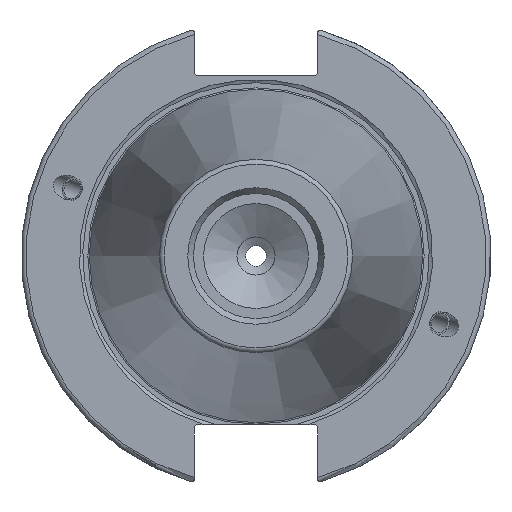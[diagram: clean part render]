
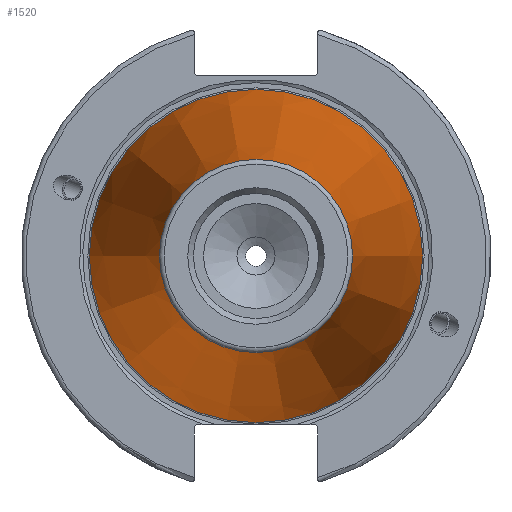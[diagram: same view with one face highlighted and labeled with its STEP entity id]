
A CAD part, left-side view. The second image highlights one B-rep face of the part: STEP entity #1520.
In plain terms, the highlighted conical face has half-angle 8.297 degrees and reference radius 27.517 mm.
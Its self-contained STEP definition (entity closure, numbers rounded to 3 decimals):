
#145=CONICAL_SURFACE('',#1687,27.517,0.145);
#205=FACE_OUTER_BOUND('',#306,.T.);
#306=EDGE_LOOP('',(#1287,#1288,#1289,#1290,#1291));
#414=LINE('',#3006,#508);
#508=VECTOR('',#2038,27.517);
#581=CIRCLE('',#1681,20.233);
#582=CIRCLE('',#1682,20.233);
#586=CIRCLE('',#1688,34.925);
#735=VERTEX_POINT('',#2993);
#736=VERTEX_POINT('',#2994);
#739=VERTEX_POINT('',#3004);
#935=EDGE_CURVE('',#735,#736,#581,.T.);
#936=EDGE_CURVE('',#736,#735,#582,.T.);
#940=EDGE_CURVE('',#739,#739,#586,.T.);
#941=EDGE_CURVE('',#739,#736,#414,.T.);
#1287=ORIENTED_EDGE('',*,*,#940,.F.);
#1288=ORIENTED_EDGE('',*,*,#941,.T.);
#1289=ORIENTED_EDGE('',*,*,#935,.F.);
#1290=ORIENTED_EDGE('',*,*,#936,.F.);
#1291=ORIENTED_EDGE('',*,*,#941,.F.);
#1520=ADVANCED_FACE('',(#205),#145,.T.);
#1681=AXIS2_PLACEMENT_3D('',#2995,#2022,#2023);
#1682=AXIS2_PLACEMENT_3D('',#2996,#2024,#2025);
#1687=AXIS2_PLACEMENT_3D('',#3003,#2034,#2035);
#1688=AXIS2_PLACEMENT_3D('',#3005,#2036,#2037);
#2022=DIRECTION('center_axis',(-1.,0.,0.));
#2023=DIRECTION('ref_axis',(0.,-1.,0.));
#2024=DIRECTION('center_axis',(-1.,0.,0.));
#2025=DIRECTION('ref_axis',(0.,-1.,0.));
#2034=DIRECTION('center_axis',(1.,0.,0.));
#2035=DIRECTION('ref_axis',(0.,1.,0.));
#2036=DIRECTION('center_axis',(1.,0.,0.));
#2037=DIRECTION('ref_axis',(0.,0.,-1.));
#2038=DIRECTION('',(-0.99,0.144,0.));
#2993=CARTESIAN_POINT('',(-100.744,0.,20.233));
#2994=CARTESIAN_POINT('',(-100.744,-20.233,0.));
#2995=CARTESIAN_POINT('Origin',(-100.744,0.,0.));
#2996=CARTESIAN_POINT('Origin',(-100.744,0.,0.));
#3003=CARTESIAN_POINT('Origin',(-50.8,0.,0.));
#3004=CARTESIAN_POINT('',(0.,-34.925,0.));
#3005=CARTESIAN_POINT('Origin',(0.,0.,0.));
#3006=CARTESIAN_POINT('',(-50.8,-27.517,0.));
